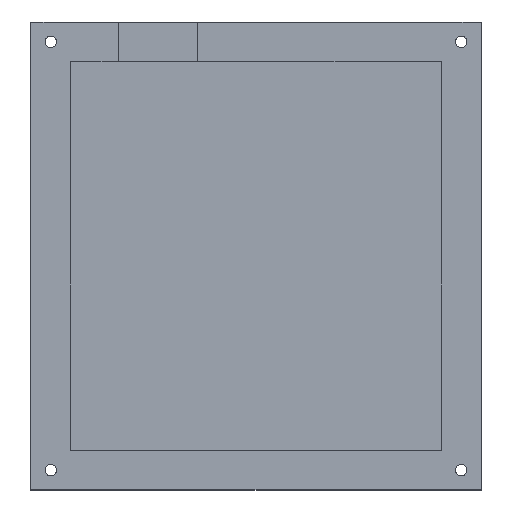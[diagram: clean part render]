
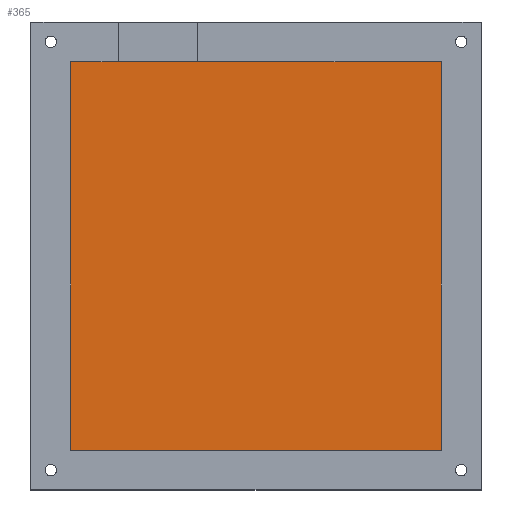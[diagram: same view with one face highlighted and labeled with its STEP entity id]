
A CAD part, top view. The second image highlights one B-rep face of the part: STEP entity #365.
In plain terms, the highlighted planar face has unit normal (0, 0, 1).
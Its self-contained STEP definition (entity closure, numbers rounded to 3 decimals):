
#51=FACE_OUTER_BOUND('',#73,.T.);
#73=EDGE_LOOP('',(#323,#324,#325,#326));
#91=LINE('',#529,#131);
#94=LINE('',#536,#134);
#98=LINE('',#543,#138);
#103=LINE('',#564,#143);
#131=VECTOR('',#429,10.);
#134=VECTOR('',#434,10.);
#138=VECTOR('',#440,10.);
#143=VECTOR('',#465,10.);
#168=VERTEX_POINT('',#526);
#169=VERTEX_POINT('',#528);
#171=VERTEX_POINT('',#534);
#172=VERTEX_POINT('',#535);
#203=EDGE_CURVE('',#169,#168,#91,.T.);
#206=EDGE_CURVE('',#171,#172,#94,.T.);
#210=EDGE_CURVE('',#168,#171,#98,.T.);
#221=EDGE_CURVE('',#172,#169,#103,.T.);
#323=ORIENTED_EDGE('',*,*,#210,.T.);
#324=ORIENTED_EDGE('',*,*,#206,.T.);
#325=ORIENTED_EDGE('',*,*,#221,.T.);
#326=ORIENTED_EDGE('',*,*,#203,.T.);
#347=PLANE('',#405);
#365=ADVANCED_FACE('',(#51),#347,.T.);
#405=AXIS2_PLACEMENT_3D('',#598,#497,#498);
#429=DIRECTION('',(-1.,0.,0.));
#434=DIRECTION('',(1.,0.,0.));
#440=DIRECTION('',(0.,-1.,0.));
#465=DIRECTION('',(0.,1.,0.));
#497=DIRECTION('center_axis',(0.,0.,1.));
#498=DIRECTION('ref_axis',(1.,0.,0.));
#526=CARTESIAN_POINT('',(0.,98.,3.));
#528=CARTESIAN_POINT('',(93.5,98.,3.));
#529=CARTESIAN_POINT('',(93.5,98.,3.));
#534=CARTESIAN_POINT('',(0.,0.,3.));
#535=CARTESIAN_POINT('',(93.5,0.,3.));
#536=CARTESIAN_POINT('',(0.,0.,3.));
#543=CARTESIAN_POINT('',(0.,98.,3.));
#564=CARTESIAN_POINT('',(93.5,0.,3.));
#598=CARTESIAN_POINT('Origin',(46.75,49.,3.));
